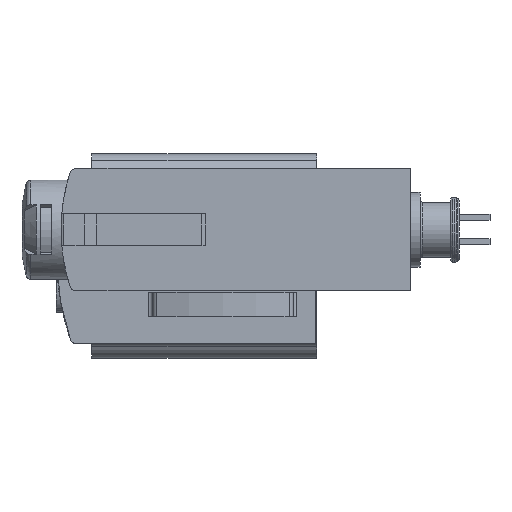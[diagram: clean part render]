
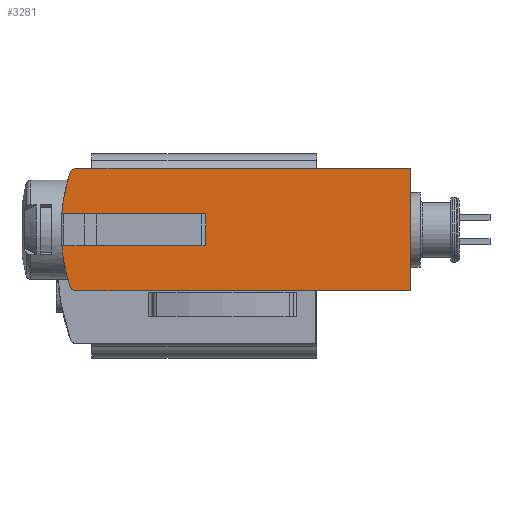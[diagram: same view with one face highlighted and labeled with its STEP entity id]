
A CAD part, left-side view. The second image highlights one B-rep face of the part: STEP entity #3281.
In plain terms, the highlighted planar face has unit normal (-1, 0, 0).
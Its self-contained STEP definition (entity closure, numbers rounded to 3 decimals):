
#37=PLANE('',#3567);
#245=LINE('',#5320,#529);
#254=LINE('',#5338,#538);
#255=LINE('',#5341,#539);
#256=LINE('',#5344,#540);
#257=LINE('',#5346,#541);
#258=LINE('',#5348,#542);
#529=VECTOR('',#4107,1000.);
#538=VECTOR('',#4118,1000.);
#539=VECTOR('',#4119,1000.);
#540=VECTOR('',#4122,1000.);
#541=VECTOR('',#4123,1000.);
#542=VECTOR('',#4126,1000.);
#770=CIRCLE('',#3518,15.);
#773=CIRCLE('',#3521,15.);
#804=CIRCLE('',#3568,0.5);
#805=CIRCLE('',#3569,0.5);
#1092=ORIENTED_EDGE('',*,*,#2032,.T.);
#1093=ORIENTED_EDGE('',*,*,#2033,.T.);
#1094=ORIENTED_EDGE('',*,*,#1931,.F.);
#1095=ORIENTED_EDGE('',*,*,#2034,.F.);
#1096=ORIENTED_EDGE('',*,*,#2035,.T.);
#1097=ORIENTED_EDGE('',*,*,#2036,.T.);
#1098=ORIENTED_EDGE('',*,*,#2023,.F.);
#1099=ORIENTED_EDGE('',*,*,#2037,.F.);
#1100=ORIENTED_EDGE('',*,*,#1934,.F.);
#1101=ORIENTED_EDGE('',*,*,#2038,.F.);
#1931=EDGE_CURVE('',#2406,#2407,#770,.T.);
#1934=EDGE_CURVE('',#2409,#2410,#773,.T.);
#2023=EDGE_CURVE('',#2487,#2488,#245,.T.);
#2032=EDGE_CURVE('',#2496,#2497,#254,.T.);
#2033=EDGE_CURVE('',#2497,#2407,#255,.T.);
#2034=EDGE_CURVE('',#2498,#2406,#804,.T.);
#2035=EDGE_CURVE('',#2498,#2499,#256,.T.);
#2036=EDGE_CURVE('',#2499,#2488,#257,.T.);
#2037=EDGE_CURVE('',#2410,#2487,#805,.T.);
#2038=EDGE_CURVE('',#2496,#2409,#258,.T.);
#2406=VERTEX_POINT('',#5127);
#2407=VERTEX_POINT('',#5128);
#2409=VERTEX_POINT('',#5132);
#2410=VERTEX_POINT('',#5134);
#2487=VERTEX_POINT('',#5319);
#2488=VERTEX_POINT('',#5321);
#2496=VERTEX_POINT('',#5339);
#2497=VERTEX_POINT('',#5340);
#2498=VERTEX_POINT('',#5343);
#2499=VERTEX_POINT('',#5345);
#2719=EDGE_LOOP('',(#1092,#1093,#1094,#1095,#1096,#1097,#1098,#1099,#1100,
#1101));
#2978=FACE_BOUND('',#2719,.T.);
#3281=ADVANCED_FACE('',(#2978),#37,.F.);
#3518=AXIS2_PLACEMENT_3D('',#5126,#3954,#3955);
#3521=AXIS2_PLACEMENT_3D('',#5133,#3960,#3961);
#3567=AXIS2_PLACEMENT_3D('',#5337,#4116,#4117);
#3568=AXIS2_PLACEMENT_3D('',#5342,#4120,#4121);
#3569=AXIS2_PLACEMENT_3D('',#5347,#4124,#4125);
#3954=DIRECTION('',(1.,0.,0.));
#3955=DIRECTION('',(0.,0.,-1.));
#3960=DIRECTION('',(1.,0.,0.));
#3961=DIRECTION('',(0.,0.,-1.));
#4107=DIRECTION('',(0.,-1.,0.));
#4116=DIRECTION('',(1.,0.,0.));
#4117=DIRECTION('',(0.,0.,-1.));
#4118=DIRECTION('',(0.,0.,-1.));
#4119=DIRECTION('',(0.,1.,0.));
#4120=DIRECTION('',(1.,0.,0.));
#4121=DIRECTION('',(0.,0.,-1.));
#4122=DIRECTION('',(0.,-1.,0.));
#4123=DIRECTION('',(0.,0.,1.));
#4124=DIRECTION('',(1.,0.,0.));
#4125=DIRECTION('',(0.,0.,-1.));
#4126=DIRECTION('',(0.,1.,0.));
#5126=CARTESIAN_POINT('',(-102.4,5.85,0.));
#5127=CARTESIAN_POINT('',(-102.4,20.109,-4.655));
#5128=CARTESIAN_POINT('',(-102.4,20.794,-1.3));
#5132=CARTESIAN_POINT('',(-102.4,20.794,1.3));
#5133=CARTESIAN_POINT('',(-102.4,5.85,0.));
#5134=CARTESIAN_POINT('',(-102.4,20.109,4.655));
#5319=CARTESIAN_POINT('',(-102.4,19.634,5.));
#5320=CARTESIAN_POINT('',(-102.4,23.,5.));
#5321=CARTESIAN_POINT('',(-102.4,-7.65,5.));
#5337=CARTESIAN_POINT('',(-102.4,23.,-5.));
#5338=CARTESIAN_POINT('',(-102.4,9.05,1.3));
#5339=CARTESIAN_POINT('',(-102.4,9.05,1.3));
#5340=CARTESIAN_POINT('',(-102.4,9.05,-1.3));
#5341=CARTESIAN_POINT('',(-102.4,9.05,-1.3));
#5342=CARTESIAN_POINT('',(-102.4,19.634,-4.5));
#5343=CARTESIAN_POINT('',(-102.4,19.634,-5.));
#5344=CARTESIAN_POINT('',(-102.4,23.,-5.));
#5345=CARTESIAN_POINT('',(-102.4,-7.65,-5.));
#5346=CARTESIAN_POINT('',(-102.4,-7.65,-47.17));
#5347=CARTESIAN_POINT('',(-102.4,19.634,4.5));
#5348=CARTESIAN_POINT('',(-102.4,9.05,1.3));
